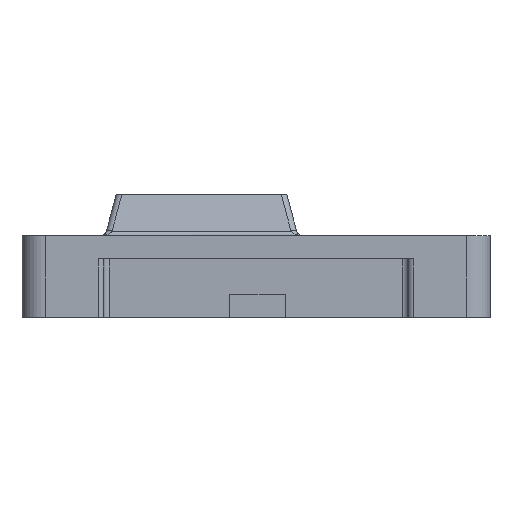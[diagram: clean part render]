
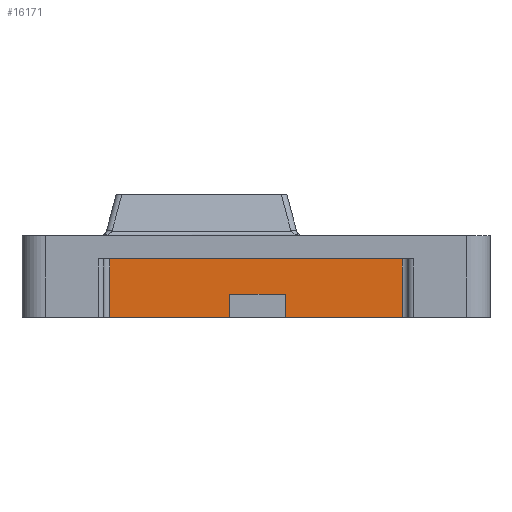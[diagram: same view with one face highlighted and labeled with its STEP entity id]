
A CAD part, front view. The second image highlights one B-rep face of the part: STEP entity #16171.
In plain terms, the highlighted planar face has unit normal (0, -1, 0).
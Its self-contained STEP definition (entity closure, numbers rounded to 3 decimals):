
#1301 = LINE ( 'NONE', #22934, #10600 ) ;
#1401 = DIRECTION ( 'NONE',  ( 0., 0., -1. ) ) ;
#1952 = VERTEX_POINT ( 'NONE', #2692 ) ;
#2342 = VERTEX_POINT ( 'NONE', #3287 ) ;
#2408 = ORIENTED_EDGE ( 'NONE', *, *, #20979, .T. ) ;
#2692 = CARTESIAN_POINT ( 'NONE',  ( 22.504, -53.893, 1.586 ) ) ;
#2921 = LINE ( 'NONE', #18167, #22625 ) ;
#3145 = VECTOR ( 'NONE', #17804, 1000. ) ;
#3287 = CARTESIAN_POINT ( 'NONE',  ( 7.51, -53.893, 6.586 ) ) ;
#4105 = ORIENTED_EDGE ( 'NONE', *, *, #19862, .T. ) ;
#5135 = VERTEX_POINT ( 'NONE', #23731 ) ;
#5987 = DIRECTION ( 'NONE',  ( 1., 0., 0. ) ) ;
#6313 = ORIENTED_EDGE ( 'NONE', *, *, #14879, .T. ) ;
#6432 = EDGE_CURVE ( 'NONE', #22208, #5135, #22619, .T. ) ;
#6443 = VECTOR ( 'NONE', #23621, 1000. ) ;
#6718 = PLANE ( 'NONE',  #18531 ) ;
#7166 = CARTESIAN_POINT ( 'NONE',  ( 32.491, -53.893, 1.586 ) ) ;
#7581 = DIRECTION ( 'NONE',  ( 1., 0., 0. ) ) ;
#8037 = CARTESIAN_POINT ( 'NONE',  ( 17.75, -53.893, 3.586 ) ) ;
#8819 = CARTESIAN_POINT ( 'NONE',  ( 0., -53.893, 3.586 ) ) ;
#10029 = CARTESIAN_POINT ( 'NONE',  ( 0., -53.893, 3.586 ) ) ;
#10183 = DIRECTION ( 'NONE',  ( 1., 0., 0. ) ) ;
#10600 = VECTOR ( 'NONE', #25332, 1000. ) ;
#10615 = ORIENTED_EDGE ( 'NONE', *, *, #30008, .T. ) ;
#10992 = EDGE_LOOP ( 'NONE', ( #4105, #30497, #24796, #20916, #2408, #14630, #10615, #6313 ) ) ;
#11535 = FACE_OUTER_BOUND ( 'NONE', #10992, .T. ) ;
#11845 = DIRECTION ( 'NONE',  ( 0., 1., 0. ) ) ;
#11878 = EDGE_CURVE ( 'NONE', #13325, #15234, #13852, .T. ) ;
#13325 = VERTEX_POINT ( 'NONE', #7166 ) ;
#13852 = LINE ( 'NONE', #28576, #6443 ) ;
#14181 = VERTEX_POINT ( 'NONE', #14436 ) ;
#14241 = CARTESIAN_POINT ( 'NONE',  ( 22.504, -53.893, 3.586 ) ) ;
#14436 = CARTESIAN_POINT ( 'NONE',  ( 7.51, -53.893, 1.586 ) ) ;
#14630 = ORIENTED_EDGE ( 'NONE', *, *, #6432, .F. ) ;
#14879 = EDGE_CURVE ( 'NONE', #15238, #1952, #1301, .T. ) ;
#15234 = VERTEX_POINT ( 'NONE', #28495 ) ;
#15238 = VERTEX_POINT ( 'NONE', #14241 ) ;
#16171 = ADVANCED_FACE ( 'NONE', ( #11535 ), #6718, .F. ) ;
#17666 = CARTESIAN_POINT ( 'NONE',  ( 0., -53.893, 1.586 ) ) ;
#17804 = DIRECTION ( 'NONE',  ( 0., 0., -1. ) ) ;
#18167 = CARTESIAN_POINT ( 'NONE',  ( 0., -53.893, 6.586 ) ) ;
#18454 = VECTOR ( 'NONE', #7581, 1000. ) ;
#18498 = VECTOR ( 'NONE', #1401, 1000. ) ;
#18531 = AXIS2_PLACEMENT_3D ( 'NONE', #8819, #11845, #30744 ) ;
#19862 = EDGE_CURVE ( 'NONE', #1952, #13325, #27688, .T. ) ;
#20318 = LINE ( 'NONE', #20646, #18498 ) ;
#20646 = CARTESIAN_POINT ( 'NONE',  ( 7.51, -53.893, 1.586 ) ) ;
#20916 = ORIENTED_EDGE ( 'NONE', *, *, #21762, .T. ) ;
#20979 = EDGE_CURVE ( 'NONE', #14181, #5135, #29516, .T. ) ;
#21762 = EDGE_CURVE ( 'NONE', #2342, #14181, #20318, .T. ) ;
#22208 = VERTEX_POINT ( 'NONE', #30604 ) ;
#22619 = LINE ( 'NONE', #8037, #3145 ) ;
#22625 = VECTOR ( 'NONE', #5987, 1000. ) ;
#22934 = CARTESIAN_POINT ( 'NONE',  ( 22.504, -53.893, 3.586 ) ) ;
#23375 = CARTESIAN_POINT ( 'NONE',  ( 0., -53.893, 1.586 ) ) ;
#23621 = DIRECTION ( 'NONE',  ( 0., 0., 1. ) ) ;
#23731 = CARTESIAN_POINT ( 'NONE',  ( 17.75, -53.893, 1.586 ) ) ;
#24796 = ORIENTED_EDGE ( 'NONE', *, *, #28146, .F. ) ;
#25332 = DIRECTION ( 'NONE',  ( 0., 0., -1. ) ) ;
#25743 = VECTOR ( 'NONE', #10183, 1000. ) ;
#25775 = DIRECTION ( 'NONE',  ( 1., 0., 0. ) ) ;
#26986 = LINE ( 'NONE', #10029, #25743 ) ;
#27688 = LINE ( 'NONE', #23375, #30189 ) ;
#28146 = EDGE_CURVE ( 'NONE', #2342, #15234, #2921, .T. ) ;
#28495 = CARTESIAN_POINT ( 'NONE',  ( 32.491, -53.893, 6.586 ) ) ;
#28576 = CARTESIAN_POINT ( 'NONE',  ( 32.491, -53.893, 6.586 ) ) ;
#29516 = LINE ( 'NONE', #17666, #18454 ) ;
#30008 = EDGE_CURVE ( 'NONE', #22208, #15238, #26986, .T. ) ;
#30189 = VECTOR ( 'NONE', #25775, 1000. ) ;
#30497 = ORIENTED_EDGE ( 'NONE', *, *, #11878, .T. ) ;
#30604 = CARTESIAN_POINT ( 'NONE',  ( 17.75, -53.893, 3.586 ) ) ;
#30744 = DIRECTION ( 'NONE',  ( 0., 0., 1. ) ) ;
